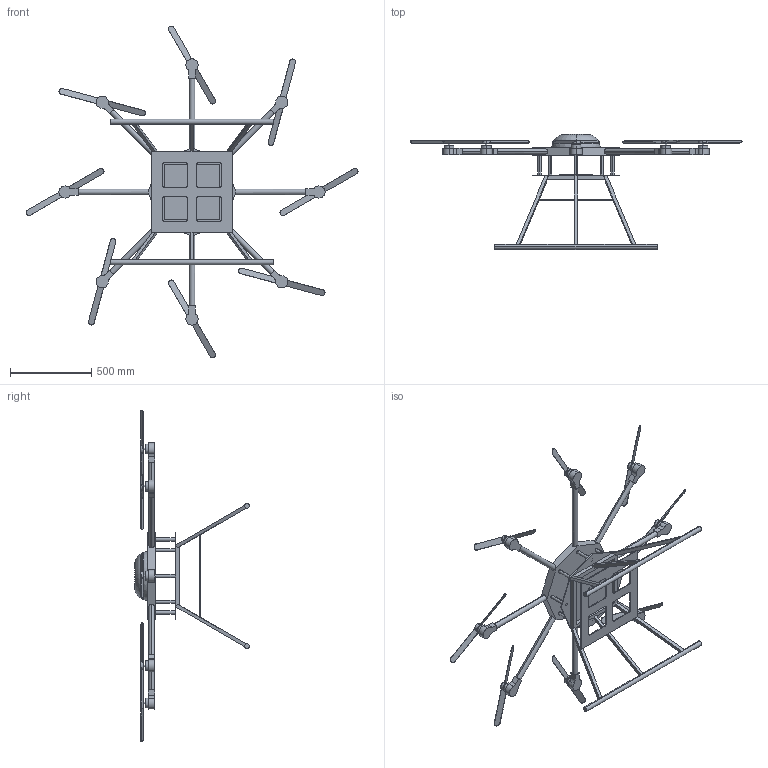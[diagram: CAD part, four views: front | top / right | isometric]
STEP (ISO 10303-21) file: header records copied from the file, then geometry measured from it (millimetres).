
FILE_DESCRIPTION (( 'STEP AP214' ), '1' );
FILE_NAME ('无人机.STEP', '2020-03-19T07:07:38', ( '' ), ( '' ), 'SwSTEP 2.0', 'SolidWorks 2018', '' );
FILE_SCHEMA (( 'AUTOMOTIVE_DESIGN' ));
Length unit declared in the file: millimetre
Products named in the file (1): 无人机
Bounding box: 2045.17 x 708.01 x 2045.17 mm (x, y, z)
Volume: 26941844 mm3; surface area: 2824745.5 mm2
Topology: 2 solids, 2 shells, 387 faces, 999 edges, 658 vertices
Faces by surface type: plane 214, cylinder 171, torus 2
Entity records: 11940 total; most frequent: CARTESIAN_POINT 2405, ORIENTED_EDGE 1998, DIRECTION 1991, EDGE_CURVE 999, AXIS2_PLACEMENT_3D 724, VERTEX_POINT 658, LINE 543, VECTOR 543
